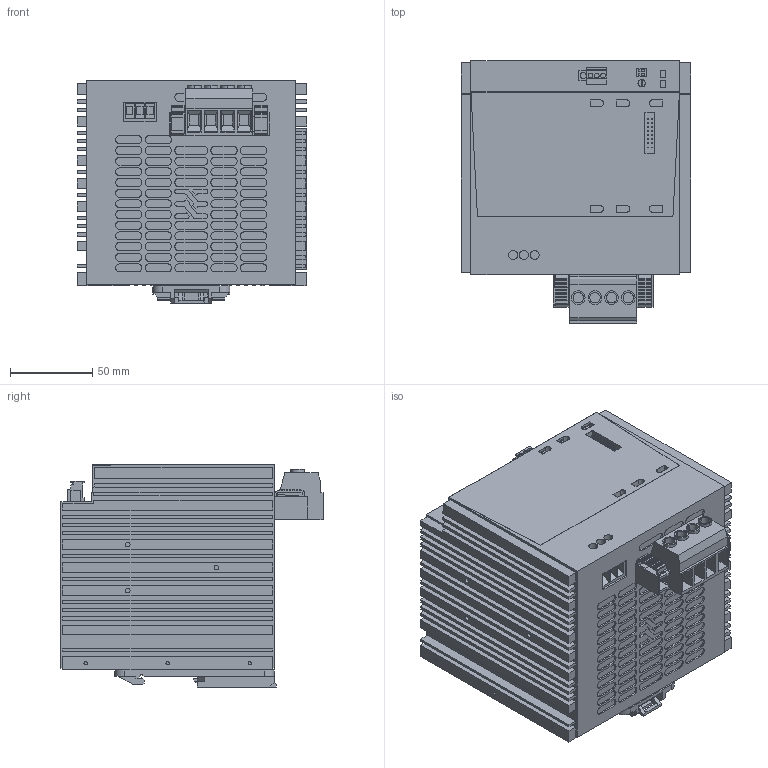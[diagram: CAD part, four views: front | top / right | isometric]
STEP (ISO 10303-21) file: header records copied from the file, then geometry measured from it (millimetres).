
FILE_DESCRIPTION(('CATIA V5 STEP Exchange','CAx-IF Rec.Pracs.--- Model Styling and Organization---1.4--- 2014-01-23'),'2;1');
FILE_NAME ('D1359600_5', '2020-11-02T10:24:14+00:00', ('none'), ('Weidmueller'), 'CATIA Version 5-6 Release 2016 SP3 HF44', 'CATIA V5 STEP AP214', 'none');
FILE_SCHEMA(('AUTOMOTIVE_DESIGN { 1 0 10303 214 1 1 1 1 }'));
Products named in the file (1): 2467010100
Bounding box: 140 x 159.7 x 135.45 mm (x, y, z)
Volume: 2163672.3 mm3; surface area: 220127.9 mm2
Topology: 38 solids, 54 shells, 2633 faces, 6962 edges, 4678 vertices
Faces by surface type: plane 2014, cylinder 361, extrusion 252, cone 6
Entity records: 84536 total; most frequent: CARTESIAN_POINT 22023, ORIENTED_EDGE 13924, DIRECTION 9120, EDGE_CURVE 6962, VECTOR 5700, LINE 5448, VERTEX_POINT 4678, EDGE_LOOP 2894
